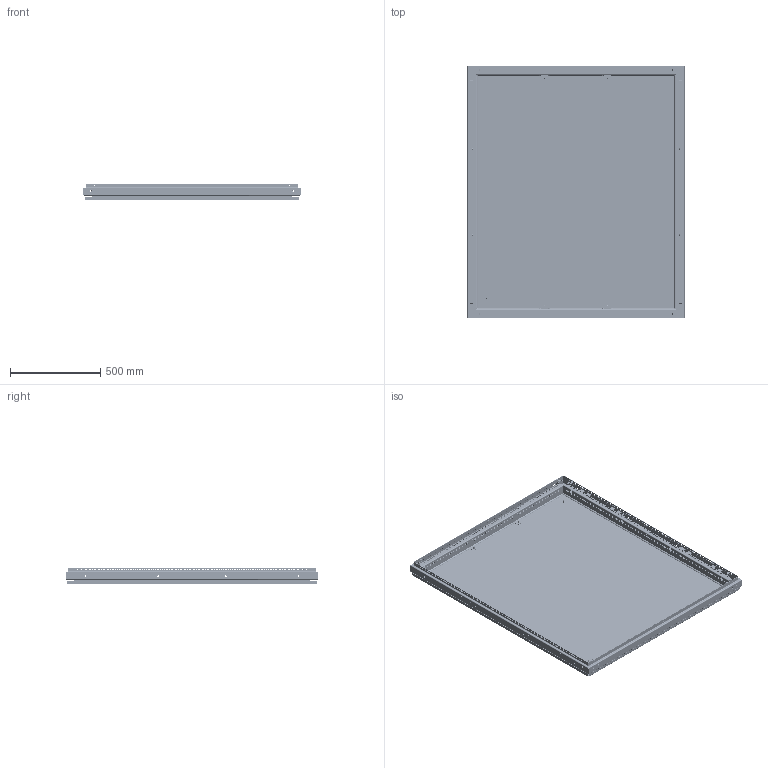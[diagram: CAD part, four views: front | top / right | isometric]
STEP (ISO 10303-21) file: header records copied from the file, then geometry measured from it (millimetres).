
FILE_DESCRIPTION (( 'STEP AP214' ), '1' );
FILE_NAME ('Ñâàðíàÿ ðàìà ñ çàäíåé ïàíåëüþ W1200H1400.STEP', '2024-08-14T04:36:52', ( '' ), ( '' ), 'SwSTEP 2.0', 'SolidWorks 2021', '' );
FILE_SCHEMA (( 'AUTOMOTIVE_DESIGN' ));
Length unit declared in the file: millimetre
Products named in the file (21): Áîáûøêà; Ãîðèçîíòàëüíûé ïðîôèëü1 W1200; Øïèëüêà ïðèâàðíàÿ Ì6õ16; 600.000; Çàêëåïêà ðåçüáîâàÿ Ì8 øåñòèãðàííàÿ ñ óìåíüøåííûì áîðòîì; Âèíò Ì6õ16 ìåáåëüíûé; Áîêîâîé ïðîôèëü2 H1400; Çàäíÿÿ ïàíåëü W1200H1400; Ñâàðíàÿ ðàìà ñ çàäíåé ïàíåëüþ W1200H1400; Ãàñêåòèíã çàäíåé ïàíåëè W1200H1400; 603.000; Áîêîâîé ïðîôèëü1 H1400; Ãàéêà êëåòüåâàÿ DIN 88109-Ì6-(1,7-2,5)-Zn ; Êðåïëåíèå çàäíåé ïàíåëè; Âèíò Ì5õ10 ñ ïîëóêð. ãîëîâêîé; Ãîðèçîíòàëüíûé ïðîôèëü2 W1200; Ãîðèçîíòàëüíûé ïðîôèëü W1200; Ñâàðíàÿ ðàìà W1200H1400; Çàêëåïêà ðåçüáîâàÿ Ì6 øåñòèãðàííàÿ ñ óìåíüøåííûì áîðòîì; Çàäíÿÿ ïàíåëü ÑÁ W1200H1400; Áîêîâîé ïðîôèëü H1400
Assembly tree (112 placements, depth 4):
  Ñâàðíàÿ ðàìà ñ çàäíåé ïàíåëüþ W1200H1400
    Ñâàðíàÿ ðàìà W1200H1400
      Ãîðèçîíòàëüíûé ïðîôèëü W1200  x2
        Ãîðèçîíòàëüíûé ïðîôèëü1 W1200
        Ãîðèçîíòàëüíûé ïðîôèëü2 W1200
        600.000
        Áîáûøêà
      Áîêîâîé ïðîôèëü H1400  x2
        Áîêîâîé ïðîôèëü1 H1400
        Áîêîâîé ïðîôèëü2 H1400
      Çàêëåïêà ðåçüáîâàÿ Ì8 øåñòèãðàííàÿ ñ óìåíüøåííûì áîðòîì  x8
      Çàêëåïêà ðåçüáîâàÿ Ì6 øåñòèãðàííàÿ ñ óìåíüøåííûì áîðòîì  x26
    Çàäíÿÿ ïàíåëü ÑÁ W1200H1400
      Çàäíÿÿ ïàíåëü W1200H1400
      Ãàñêåòèíã çàäíåé ïàíåëè W1200H1400
      Øïèëüêà ïðèâàðíàÿ Ì6õ16  x2
    Êðåïëåíèå çàäíåé ïàíåëè  x8
    603.000  x4
    Çàêëåïêà ðåçüáîâàÿ Ì6 øåñòèãðàííàÿ ñ óìåíüøåííûì áîðòîì  x4
    Âèíò Ì6õ16 ìåáåëüíûé  x28
    Ãàéêà êëåòüåâàÿ DIN 88109-Ì6-(1,7-2,5)-Zn   x8
    Âèíò Ì5õ10 ñ ïîëóêð. ãîëîâêîé  x8
Bounding box: 1201.2 x 1396 x 90.9 mm (x, y, z)
Volume: 5214775.1 mm3; surface area: 6055727.6 mm2
Topology: 114 solids, 114 shells, 9749 faces, 25763 edges, 16308 vertices
Faces by surface type: plane 5129, cylinder 3670, cone 560, bspline 314, torus 60, sphere 16
Entity records: 92881 total; most frequent: CARTESIAN_POINT 25212, ORIENTED_EDGE 13850, DIRECTION 13206, EDGE_CURVE 6925, VECTOR 5104, LINE 5104, VERTEX_POINT 4493, AXIS2_PLACEMENT_3D 4051
